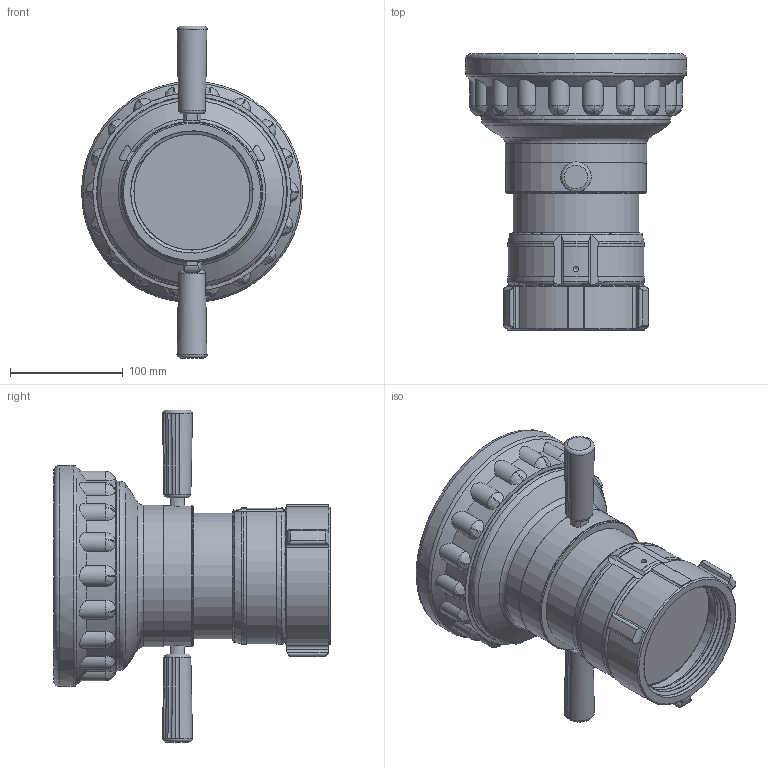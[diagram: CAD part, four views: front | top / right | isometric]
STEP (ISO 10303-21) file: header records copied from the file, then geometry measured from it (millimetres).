
FILE_DESCRIPTION (( 'STEP AP214' ), '1' );
FILE_NAME ('SM-2000.STEP', '2014-12-12T19:05:21', ( 'eb' ), ( '' ), 'SwSTEP 2.0', 'SolidWorks 2015', '' );
FILE_SCHEMA (( 'AUTOMOTIVE_DESIGN' ));
Length unit declared in the file: inch
Products named in the file (1): SM-2000
Bounding box: 195.63 x 244.7 x 294.06 mm (x, y, z)
Volume: 3668014.7 mm3; surface area: 198352.3 mm2
Topology: 1 solids, 1 shells, 244 faces, 650 edges, 397 vertices
Faces by surface type: cylinder 79, plane 75, bspline 70, torus 12, cone 8
Full cylindrical faces by diameter (mm): 5.105 x1, 107.747 x2, 111.125 x2, 124.358 x1, 125.12 x2, 167.564 x1, 195.631 x1
Entity records: 20640 total; most frequent: CARTESIAN_POINT 14441, ORIENTED_EDGE 1116, DIRECTION 654, EDGE_CURVE 558, VERTEX_POINT 375, B_SPLINE_CURVE_WITH_KNOTS 353, EDGE_LOOP 303, AXIS2_PLACEMENT_3D 275
